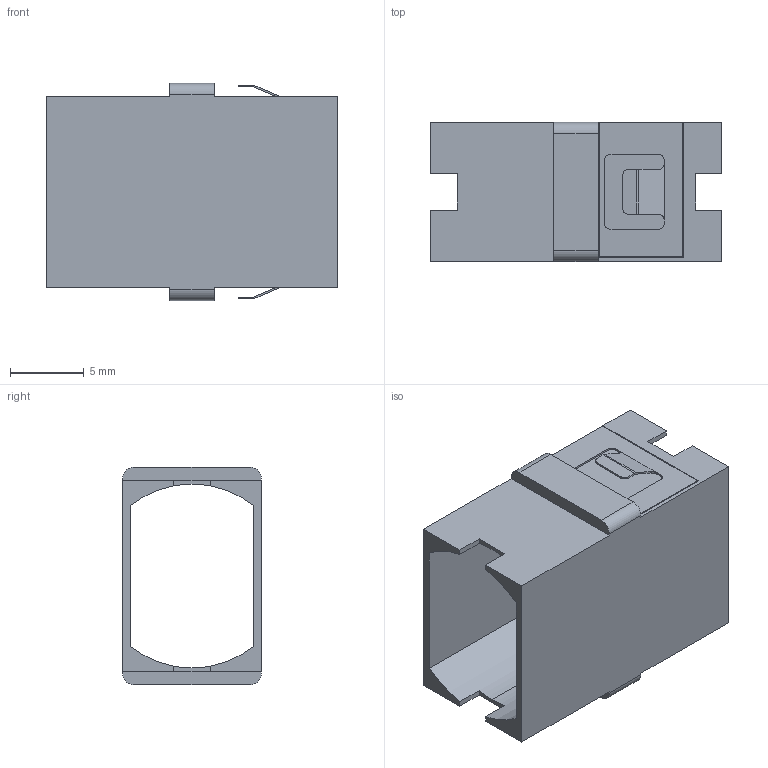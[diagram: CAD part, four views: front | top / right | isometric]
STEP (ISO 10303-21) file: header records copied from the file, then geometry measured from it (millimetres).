
FILE_DESCRIPTION (( 'STEP AP214' ), '1' );
FILE_NAME ('FOA-993A_3D.STEP', '2020-07-17T19:14:00', ( '' ), ( '' ), 'SwSTEP 2.0', 'SolidWorks 2018', '' );
FILE_SCHEMA (( 'AUTOMOTIVE_DESIGN' ));
Length unit declared in the file: inch
Products named in the file (1): FOA-993A_3D
Bounding box: 19.86 x 9.45 x 14.78 mm (x, y, z)
Volume: 565.7 mm3; surface area: 1752.4 mm2
Topology: 1 solids, 1 shells, 95 faces, 271 edges, 178 vertices
Faces by surface type: plane 70, cylinder 25
Entity records: 4194 total; most frequent: CARTESIAN_POINT 569, ORIENTED_EDGE 542, DIRECTION 505, EDGE_CURVE 271, LINE 213, VECTOR 213, VERTEX_POINT 178, AXIS2_PLACEMENT_3D 146
